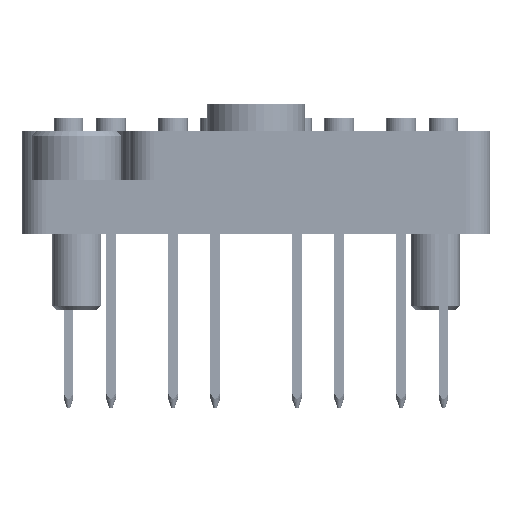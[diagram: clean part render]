
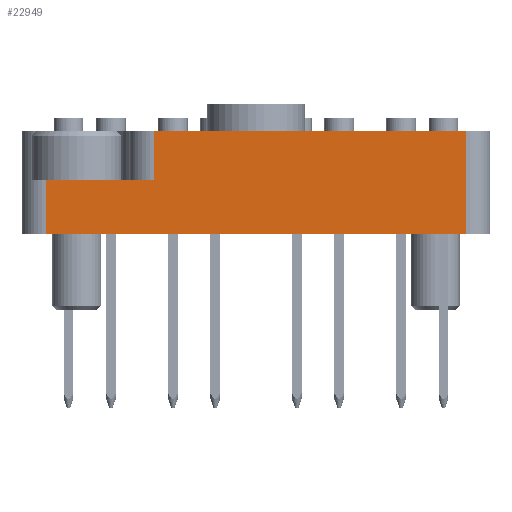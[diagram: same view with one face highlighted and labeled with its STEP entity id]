
A CAD part, front view. The second image highlights one B-rep face of the part: STEP entity #22949.
In plain terms, the highlighted planar face has unit normal (0, -1, 0).
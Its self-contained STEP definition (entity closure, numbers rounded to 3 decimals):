
#1285 = LINE ( 'NONE', #11024, #37988 ) ;
#1640 = LINE ( 'NONE', #27559, #19811 ) ;
#1947 = EDGE_CURVE ( 'NONE', #16251, #14432, #1285, .T. ) ;
#1994 = ORIENTED_EDGE ( 'NONE', *, *, #29978, .T. ) ;
#2825 = DIRECTION ( 'NONE',  ( 0., 0., 1. ) ) ;
#3100 = CARTESIAN_POINT ( 'NONE',  ( -12.85, -30., 3.175 ) ) ;
#3812 = CARTESIAN_POINT ( 'NONE',  ( -12.85, -30., 0.175 ) ) ;
#4115 = VERTEX_POINT ( 'NONE', #21658 ) ;
#4689 = DIRECTION ( 'NONE',  ( 1., 0., 0. ) ) ;
#5167 = ORIENTED_EDGE ( 'NONE', *, *, #40184, .F. ) ;
#5787 = CARTESIAN_POINT ( 'NONE',  ( 12.85, -30., 3.175 ) ) ;
#9591 = LINE ( 'NONE', #5787, #26562 ) ;
#11024 = CARTESIAN_POINT ( 'NONE',  ( -14.35, -30., -3.175 ) ) ;
#11115 = EDGE_CURVE ( 'NONE', #29648, #18841, #25723, .T. ) ;
#11179 = AXIS2_PLACEMENT_3D ( 'NONE', #15765, #35100, #16184 ) ;
#11232 = VERTEX_POINT ( 'NONE', #41254 ) ;
#11932 = ORIENTED_EDGE ( 'NONE', *, *, #18932, .T. ) ;
#14175 = VECTOR ( 'NONE', #28323, 1000. ) ;
#14432 = VERTEX_POINT ( 'NONE', #29210 ) ;
#15765 = CARTESIAN_POINT ( 'NONE',  ( -14.35, -30., 3.175 ) ) ;
#15806 = CARTESIAN_POINT ( 'NONE',  ( -6.25, -30., 0.175 ) ) ;
#16184 = DIRECTION ( 'NONE',  ( 0., 0., 1. ) ) ;
#16251 = VERTEX_POINT ( 'NONE', #19927 ) ;
#18841 = VERTEX_POINT ( 'NONE', #15806 ) ;
#18932 = EDGE_CURVE ( 'NONE', #29648, #16251, #38929, .T. ) ;
#19570 = FACE_OUTER_BOUND ( 'NONE', #40877, .T. ) ;
#19571 = EDGE_CURVE ( 'NONE', #4115, #18841, #1640, .T. ) ;
#19811 = VECTOR ( 'NONE', #41099, 1000. ) ;
#19927 = CARTESIAN_POINT ( 'NONE',  ( -12.85, -30., -3.175 ) ) ;
#21494 = CARTESIAN_POINT ( 'NONE',  ( -14.35, -30., 3.175 ) ) ;
#21658 = CARTESIAN_POINT ( 'NONE',  ( -6.25, -30., 3.175 ) ) ;
#22949 = ADVANCED_FACE ( 'NONE', ( #19570 ), #25108, .F. ) ;
#24469 = LINE ( 'NONE', #21494, #36472 ) ;
#25108 = PLANE ( 'NONE',  #11179 ) ;
#25723 = LINE ( 'NONE', #38653, #14175 ) ;
#26562 = VECTOR ( 'NONE', #2825, 1000. ) ;
#27396 = ORIENTED_EDGE ( 'NONE', *, *, #1947, .T. ) ;
#27559 = CARTESIAN_POINT ( 'NONE',  ( -6.25, -30., 3.175 ) ) ;
#28131 = ORIENTED_EDGE ( 'NONE', *, *, #11115, .F. ) ;
#28323 = DIRECTION ( 'NONE',  ( 1., 0., 0. ) ) ;
#28778 = DIRECTION ( 'NONE',  ( 0., 0., -1. ) ) ;
#29210 = CARTESIAN_POINT ( 'NONE',  ( 12.85, -30., -3.175 ) ) ;
#29648 = VERTEX_POINT ( 'NONE', #3812 ) ;
#29978 = EDGE_CURVE ( 'NONE', #14432, #11232, #9591, .T. ) ;
#31231 = VECTOR ( 'NONE', #28778, 1000. ) ;
#34163 = ORIENTED_EDGE ( 'NONE', *, *, #19571, .T. ) ;
#35100 = DIRECTION ( 'NONE',  ( 0., 1., 0. ) ) ;
#36472 = VECTOR ( 'NONE', #37405, 1000. ) ;
#37405 = DIRECTION ( 'NONE',  ( 1., 0., 0. ) ) ;
#37988 = VECTOR ( 'NONE', #4689, 1000. ) ;
#38653 = CARTESIAN_POINT ( 'NONE',  ( -14.35, -30., 0.175 ) ) ;
#38929 = LINE ( 'NONE', #3100, #31231 ) ;
#40184 = EDGE_CURVE ( 'NONE', #4115, #11232, #24469, .T. ) ;
#40877 = EDGE_LOOP ( 'NONE', ( #5167, #34163, #28131, #11932, #27396, #1994 ) ) ;
#41099 = DIRECTION ( 'NONE',  ( 0., 0., -1. ) ) ;
#41254 = CARTESIAN_POINT ( 'NONE',  ( 12.85, -30., 3.175 ) ) ;
